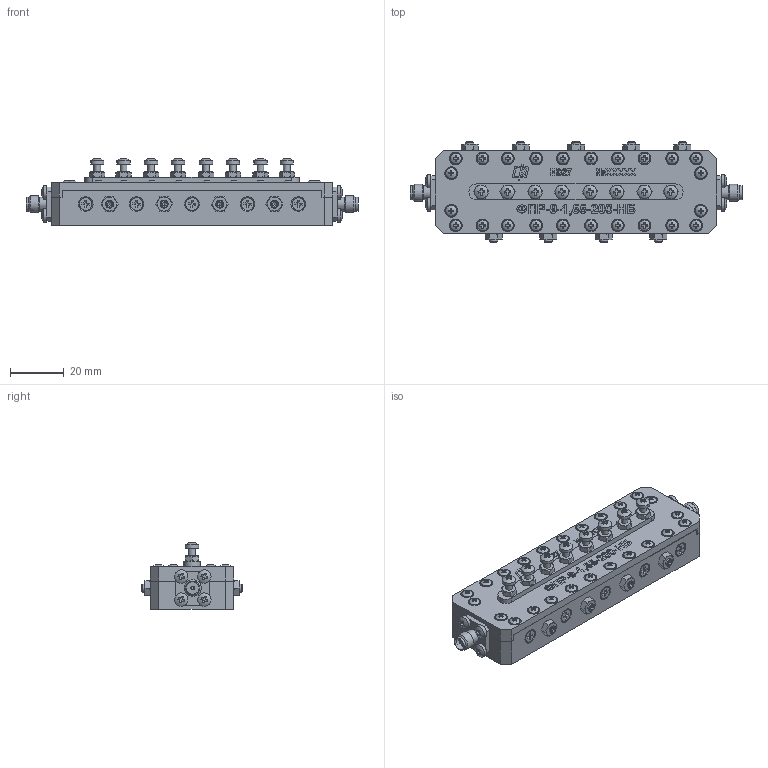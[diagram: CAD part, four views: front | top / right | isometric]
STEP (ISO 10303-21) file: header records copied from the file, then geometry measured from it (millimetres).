
FILE_DESCRIPTION(('STEP AP203'), '1');
FILE_NAME('ÍØÁÀ.468844.135_Ôèëüòð ÔÏÐ-9-1,55-200-ÍÁ', '', ('UNSPECIFIED'), ('UNSPECIFIED'), 'ASCON STEP Converter 1.6', 'ASCON Math Kernel', '');
FILE_SCHEMA(('CONFIG_CONTROL_DESIGN'));
Length unit declared in the file: millimetre
Products named in the file (1): НШБА.468844.135_Фильтр ФПР-9-1,55-200-НБ
Bounding box: 124 x 37.8 x 25 mm (x, y, z)
Volume: 54617.2 mm3; surface area: 27802.6 mm2
Topology: 79 solids, 114 shells, 2081 faces, 4911 edges, 3242 vertices
Faces by surface type: plane 1443, cylinder 368, bspline 120, cone 110, sphere 40
Full cylindrical faces by diameter (mm): 1 x2, 1.4 x4, 1.6 x24, 2 x24, 2.05 x24, 2.2 x25, 2.4 x24, 2.5 x38, 2.6 x8, 2.9 x9, 3 x9, 4 x24, 4.1 x2, 4.2 x2, 4.5 x25, 4.7 x11, 4.8 x24, 5 x16, 5.2 x4, 6.25 x2
Entity records: 106141 total; most frequent: CARTESIAN_POINT 43226, ORIENTED_EDGE 8926, DIRECTION 8869, EDGE_CURVE 4463, AXIS2_PLACEMENT_3D 3204, VERTEX_POINT 3201, EDGE_LOOP 2862, LINE 2461
